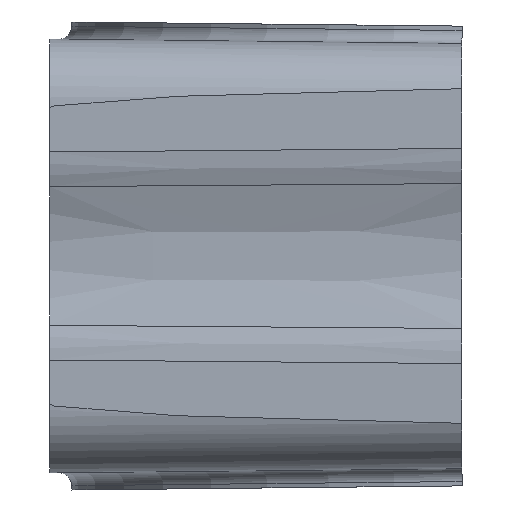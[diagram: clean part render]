
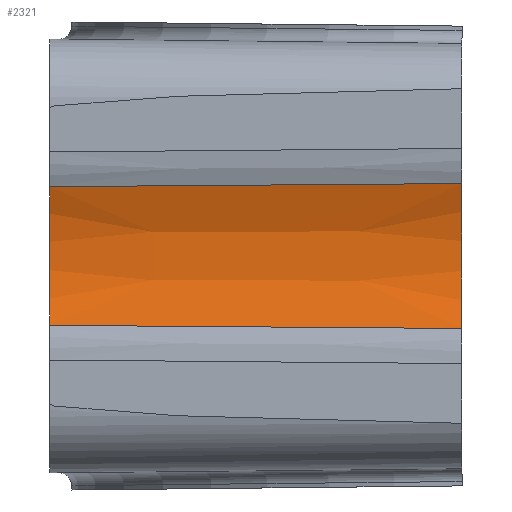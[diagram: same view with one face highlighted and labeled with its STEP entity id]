
A CAD part, left-side view. The second image highlights one B-rep face of the part: STEP entity #2321.
In plain terms, the highlighted conical face has half-angle 0.75 degrees and reference radius 40 mm.
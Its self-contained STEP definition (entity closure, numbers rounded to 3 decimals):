
#44 = CARTESIAN_POINT ( 'NONE',  ( -108.288, 0., -16.698 ) ) ;
#60 = EDGE_CURVE ( 'NONE', #1599, #2439, #863, .T. ) ;
#78 = CARTESIAN_POINT ( 'NONE',  ( -108.489, 18.335, -16.56 ) ) ;
#224 = DIRECTION ( 'NONE',  ( 0., 0., 1. ) ) ;
#307 = ORIENTED_EDGE ( 'NONE', *, *, #569, .T. ) ;
#464 = EDGE_CURVE ( 'NONE', #1370, #1599, #1656, .T. ) ;
#483 = CARTESIAN_POINT ( 'NONE',  ( -146., 0., 0. ) ) ;
#522 = CARTESIAN_POINT ( 'NONE',  ( -146., 95., 0. ) ) ;
#569 = EDGE_CURVE ( 'NONE', #2439, #2650, #1569, .T. ) ;
#692 = CARTESIAN_POINT ( 'NONE',  ( -108.691, 36.669, -16.423 ) ) ;
#863 = B_SPLINE_CURVE_WITH_KNOTS ( 'NONE', 3,
 ( #866, #2449, #1244, #1425, #2659, #1289, #1965 ),
 .UNSPECIFIED., .F., .F.,
 ( 4, 3, 4 ),
 ( 0., 0.04, 0.095 ),
 .UNSPECIFIED. ) ;
#866 = CARTESIAN_POINT ( 'NONE',  ( -108.288, 0., 16.698 ) ) ;
#870 = CARTESIAN_POINT ( 'NONE',  ( -109.333, 95., -15.986 ) ) ;
#927 = FACE_OUTER_BOUND ( 'NONE', #1423, .T. ) ;
#1046 = AXIS2_PLACEMENT_3D ( 'NONE', #1895, #1120, #224 ) ;
#1120 = DIRECTION ( 'NONE',  ( 0., 1., 0. ) ) ;
#1157 = DIRECTION ( 'NONE',  ( 0., -1., 0. ) ) ;
#1167 = CARTESIAN_POINT ( 'NONE',  ( -109.333, 95., 15.986 ) ) ;
#1244 = CARTESIAN_POINT ( 'NONE',  ( -108.581, 26.664, 16.498 ) ) ;
#1248 = CARTESIAN_POINT ( 'NONE',  ( -109.04, 68.336, -16.186 ) ) ;
#1285 = EDGE_CURVE ( 'NONE', #2650, #1370, #2102, .T. ) ;
#1289 = CARTESIAN_POINT ( 'NONE',  ( -109.131, 76.665, 16.123 ) ) ;
#1370 = VERTEX_POINT ( 'NONE', #44 ) ;
#1377 = ORIENTED_EDGE ( 'NONE', *, *, #60, .T. ) ;
#1423 = EDGE_LOOP ( 'NONE', ( #307, #2172, #2655, #1377 ) ) ;
#1425 = CARTESIAN_POINT ( 'NONE',  ( -108.728, 39.996, 16.398 ) ) ;
#1569 = CIRCLE ( 'NONE', #1046, 40. ) ;
#1572 = CARTESIAN_POINT ( 'NONE',  ( -109.186, 81.668, -16.086 ) ) ;
#1599 = VERTEX_POINT ( 'NONE', #2512 ) ;
#1656 = CIRCLE ( 'NONE', #2251, 41.244 ) ;
#1723 = DIRECTION ( 'NONE',  ( 0., 0., 1. ) ) ;
#1891 = DIRECTION ( 'NONE',  ( 0., -1., 0. ) ) ;
#1895 = CARTESIAN_POINT ( 'NONE',  ( -146., 95., 0. ) ) ;
#1925 = CARTESIAN_POINT ( 'NONE',  ( -108.893, 55.004, -16.286 ) ) ;
#1965 = CARTESIAN_POINT ( 'NONE',  ( -109.333, 95., 15.986 ) ) ;
#2020 = DIRECTION ( 'NONE',  ( 0., 0., 1. ) ) ;
#2102 = B_SPLINE_CURVE_WITH_KNOTS ( 'NONE', 3,
 ( #870, #1572, #1248, #1925, #692, #78, #2624 ),
 .UNSPECIFIED., .F., .F.,
 ( 4, 3, 4 ),
 ( 0., 0.04, 0.095 ),
 .UNSPECIFIED. ) ;
#2172 = ORIENTED_EDGE ( 'NONE', *, *, #1285, .T. ) ;
#2173 = CARTESIAN_POINT ( 'NONE',  ( -109.333, 95., -15.986 ) ) ;
#2234 = CONICAL_SURFACE ( 'NONE', #2563, 40., 0.013 ) ;
#2251 = AXIS2_PLACEMENT_3D ( 'NONE', #483, #1891, #1723 ) ;
#2321 = ADVANCED_FACE ( 'NONE', ( #927 ), #2234, .F. ) ;
#2439 = VERTEX_POINT ( 'NONE', #1167 ) ;
#2449 = CARTESIAN_POINT ( 'NONE',  ( -108.434, 13.332, 16.598 ) ) ;
#2512 = CARTESIAN_POINT ( 'NONE',  ( -108.288, 0., 16.698 ) ) ;
#2563 = AXIS2_PLACEMENT_3D ( 'NONE', #522, #1157, #2020 ) ;
#2624 = CARTESIAN_POINT ( 'NONE',  ( -108.288, 0., -16.698 ) ) ;
#2650 = VERTEX_POINT ( 'NONE', #2173 ) ;
#2655 = ORIENTED_EDGE ( 'NONE', *, *, #464, .T. ) ;
#2659 = CARTESIAN_POINT ( 'NONE',  ( -108.929, 58.331, 16.261 ) ) ;
